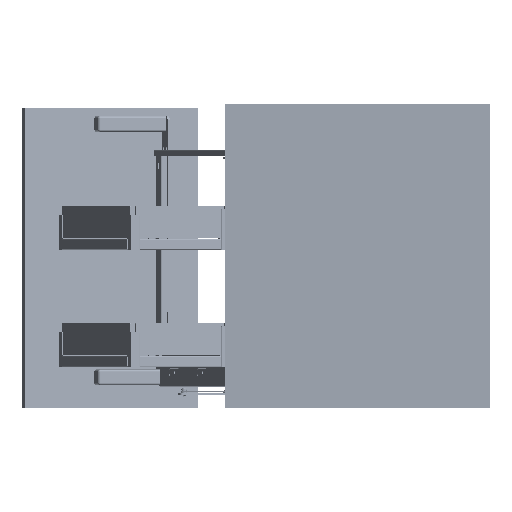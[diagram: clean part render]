
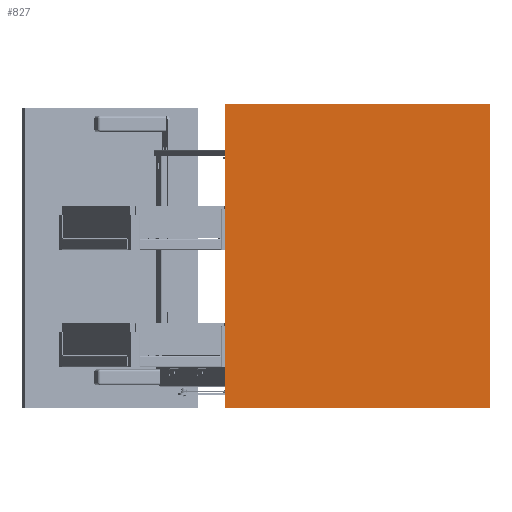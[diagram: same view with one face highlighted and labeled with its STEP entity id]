
A CAD part, left-side view. The second image highlights one B-rep face of the part: STEP entity #827.
In plain terms, the highlighted planar face has unit normal (-1, 0, 0).
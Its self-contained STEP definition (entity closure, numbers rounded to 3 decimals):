
#54=DIRECTION('',(0.,0.,-1.));
#55=VECTOR('',#54,655.);
#56=CARTESIAN_POINT('',(-538.5,-275.,327.5));
#57=LINE('',#56,#55);
#278=DIRECTION('',(0.,-1.,0.));
#279=VECTOR('',#278,570.);
#280=CARTESIAN_POINT('',(-538.5,295.,327.5));
#281=LINE('',#280,#279);
#390=DIRECTION('',(0.,1.,0.));
#391=VECTOR('',#390,570.);
#392=CARTESIAN_POINT('',(-538.5,-275.,-327.5));
#393=LINE('',#392,#391);
#397=DIRECTION('',(0.,0.,-1.));
#398=VECTOR('',#397,655.);
#399=CARTESIAN_POINT('',(-538.5,295.,327.5));
#400=LINE('',#399,#398);
#432=CARTESIAN_POINT('',(-538.5,-275.,327.5));
#433=CARTESIAN_POINT('',(-538.5,-275.,-327.5));
#434=VERTEX_POINT('',#432);
#435=VERTEX_POINT('',#433);
#488=CARTESIAN_POINT('',(-538.5,295.,327.5));
#489=CARTESIAN_POINT('',(-538.5,295.,-327.5));
#490=VERTEX_POINT('',#488);
#491=VERTEX_POINT('',#489);
#815=CARTESIAN_POINT('',(-538.5,-275.,327.5));
#816=DIRECTION('',(1.,0.,0.));
#817=DIRECTION('',(0.,0.,-1.));
#818=AXIS2_PLACEMENT_3D('',#815,#816,#817);
#819=PLANE('',#818);
#820=ORIENTED_EDGE('',*,*,#666,.T.);
#821=ORIENTED_EDGE('',*,*,#521,.T.);
#822=ORIENTED_EDGE('',*,*,#803,.T.);
#824=ORIENTED_EDGE('',*,*,#823,.F.);
#825=EDGE_LOOP('',(#820,#821,#822,#824));
#826=FACE_OUTER_BOUND('',#825,.F.);
#521=EDGE_CURVE('',#434,#435,#57,.T.);
#666=EDGE_CURVE('',#490,#434,#281,.T.);
#803=EDGE_CURVE('',#435,#491,#393,.T.);
#823=EDGE_CURVE('',#490,#491,#400,.T.);
#827=ADVANCED_FACE('',(#826),#819,.F.);
